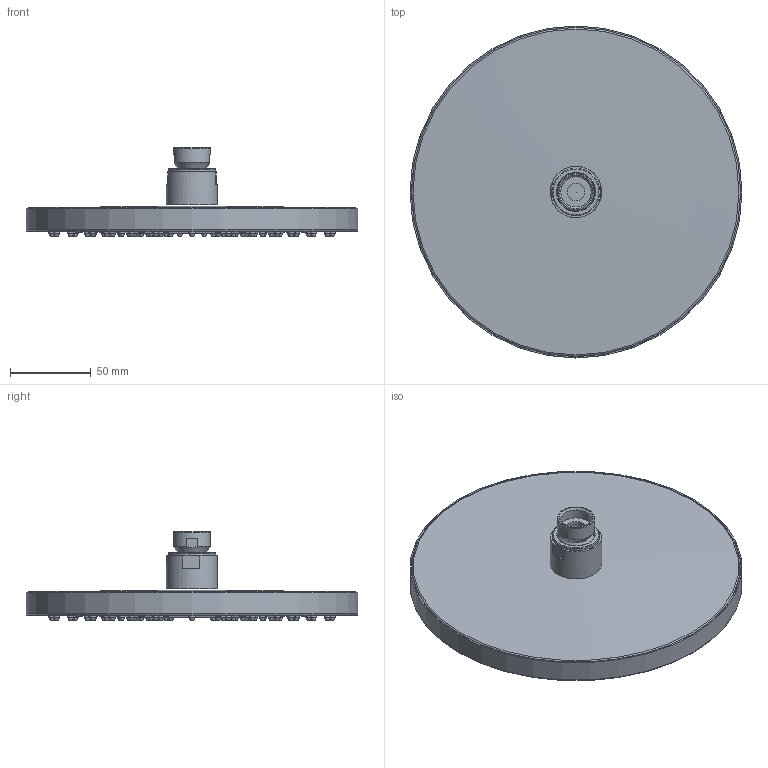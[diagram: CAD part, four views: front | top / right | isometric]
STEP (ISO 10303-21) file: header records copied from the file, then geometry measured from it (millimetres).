
FILE_DESCRIPTION(/* description */ ('Unknown'),/* implementation_level */ '2;1');
FILE_NAME(/* name */ 'M100',/* time_stamp */ '2016-04-27T09:13:13+02:00',/* author */ ('Unknown'),/* organization */ ('Unknown'),/* preprocessor_version */ 'ST-DEVELOPER v16.7',/* originating_system */ 'DEX',/* authorisation */ $);
FILE_SCHEMA (('AP203_CONFIGURATION_CONTROLLED_3D_DESIGN_OF_MECHANICAL_PARTS_AND_ASSEMBLIES_MIM_LF { 1 0 10303 203 3 1 4 }','AP242_MANAGED_MODEL_BASED_3D_ENGINEERING_MIM_LF { 1 0 10303 442 1 1 4 }','AUTOMOTIVE_DESIGN {1 0 10303 214 3 1 1}'));
Length unit declared in the file: millimetre
Products named in the file (1): M100
Bounding box: 206 x 206 x 54.97 mm (x, y, z)
Surface area: 141357.6 mm2 (no closed solid volume)
Topology: 0 solids, 133 shells, 723 faces, 2039 edges, 1438 vertices
Faces by surface type: cone 257, cylinder 201, plane 137, torus 125, sphere 3
Full cylindrical faces by diameter (mm): 3.7 x126, 4 x65, 11 x1, 15.2 x1, 19 x1, 23 x1, 23.6 x1, 29.5 x1, 31.8 x1, 203.8 x1, 204.4 x1, 206 x1
Entity records: 49760 total; most frequent: CARTESIAN_POINT 34562, DIRECTION 3042, ORIENTED_EDGE 1598, EDGE_LOOP 1564, FACE_BOUND 1564, AXIS2_PLACEMENT_3D 1514, EDGE_CURVE 996, VERTEX_POINT 988
